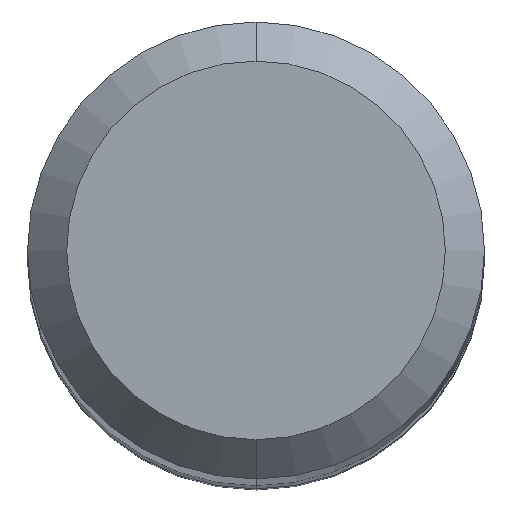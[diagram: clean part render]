
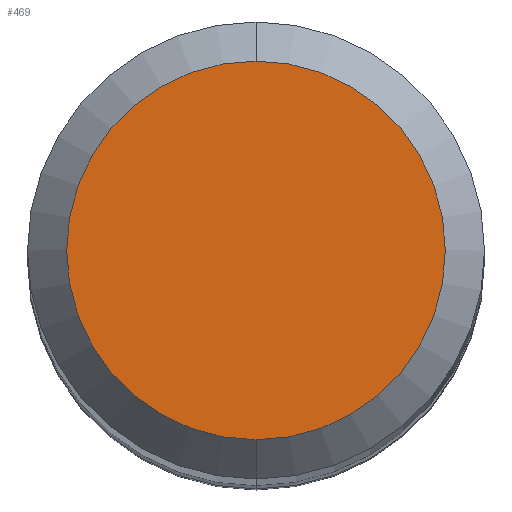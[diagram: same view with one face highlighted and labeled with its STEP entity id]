
A CAD part, top view. The second image highlights one B-rep face of the part: STEP entity #469.
In plain terms, the highlighted planar face has unit normal (0, 0, 1).
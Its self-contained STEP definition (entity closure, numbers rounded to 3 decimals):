
#299=VERTEX_POINT('',#695);
#341=EDGE_CURVE('',#299,#563,#739,.T.);
#371=EDGE_CURVE('',#563,#299,#774,.T.);
#469=ADVANCED_FACE('',(#881),#882,.T.);
#563=VERTEX_POINT('',#990);
#695=CARTESIAN_POINT('',(0.,-1.45,0.0));
#739=CIRCLE('',#1248,1.45);
#774=CIRCLE('',#1317,1.45);
#881=FACE_OUTER_BOUND('',#1550,.T.);
#882=PLANE('',#1551);
#990=CARTESIAN_POINT('',(0.0,1.45,0.0));
#1248=AXIS2_PLACEMENT_3D('',#1926,#1927,#1928);
#1317=AXIS2_PLACEMENT_3D('',#1973,#1974,#1975);
#1550=EDGE_LOOP('',(#2090,#2091));
#1551=AXIS2_PLACEMENT_3D('',#2092,#2093,#2094);
#1926=CARTESIAN_POINT('',(0.0,0.0,0.0));
#1927=DIRECTION('',(0.0,0.0,-1.0));
#1928=DIRECTION('',(0.0,1.0,0.0));
#1973=CARTESIAN_POINT('',(0.0,0.0,0.0));
#1974=DIRECTION('',(0.0,0.0,-1.0));
#1975=DIRECTION('',(0.0,1.0,0.0));
#2090=ORIENTED_EDGE('',*,*,#371,.F.);
#2091=ORIENTED_EDGE('',*,*,#341,.F.);
#2092=CARTESIAN_POINT('',(0.0,0.725,0.0));
#2093=DIRECTION('',(-0.0,0.0,1.0));
#2094=DIRECTION('',(0.0,-1.0,0.0));
